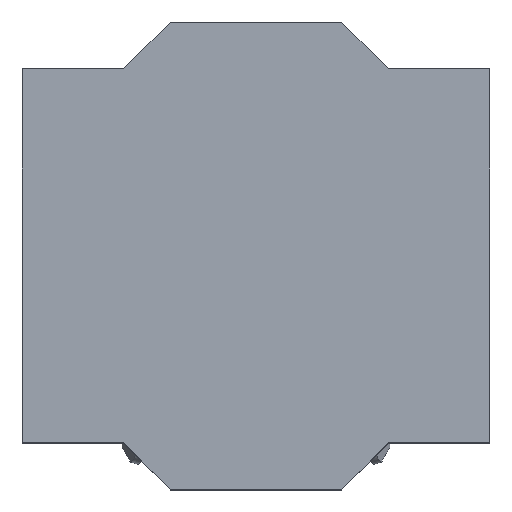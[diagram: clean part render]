
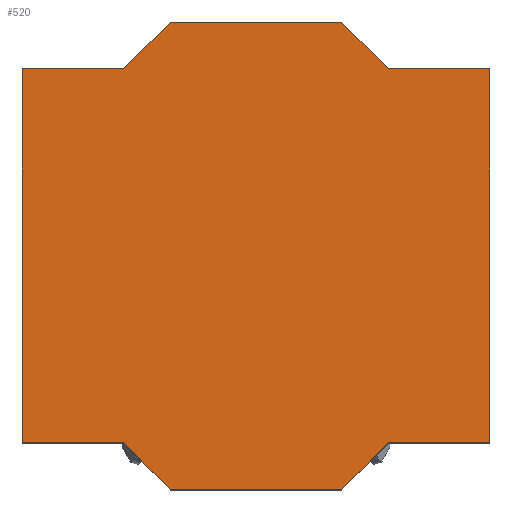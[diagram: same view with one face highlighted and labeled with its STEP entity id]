
A CAD part, top view. The second image highlights one B-rep face of the part: STEP entity #520.
In plain terms, the highlighted planar face has unit normal (0, 0, 1).
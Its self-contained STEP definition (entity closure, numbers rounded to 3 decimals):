
#7 = VERTEX_POINT ( 'NONE', #431 ) ;
#26 = CARTESIAN_POINT ( 'NONE',  ( 2.062, 1.649, 3.541 ) ) ;
#117 = EDGE_CURVE ( 'NONE', #2666, #690, #2136, .T. ) ;
#152 = EDGE_CURVE ( 'NONE', #2167, #7, #1628, .T. ) ;
#159 = VECTOR ( 'NONE', #2073, 1000. ) ;
#161 = DIRECTION ( 'NONE',  ( -1., 0., 0. ) ) ;
#180 = PLANE ( 'NONE',  #1432 ) ;
#183 = DIRECTION ( 'NONE',  ( 1., 0., 0. ) ) ;
#205 = LINE ( 'NONE', #1852, #2244 ) ;
#348 = EDGE_CURVE ( 'NONE', #2518, #2666, #1956, .T. ) ;
#390 = VERTEX_POINT ( 'NONE', #578 ) ;
#392 = DIRECTION ( 'NONE',  ( 0.707, -0.707, 0. ) ) ;
#403 = VECTOR ( 'NONE', #2085, 1000. ) ;
#431 = CARTESIAN_POINT ( 'NONE',  ( -1.169, -1.651, 3.541 ) ) ;
#438 = EDGE_CURVE ( 'NONE', #1527, #2518, #2540, .T. ) ;
#439 = CARTESIAN_POINT ( 'NONE',  ( -2.063, -1.651, 3.541 ) ) ;
#474 = CARTESIAN_POINT ( 'NONE',  ( 1.169, 1.649, 3.541 ) ) ;
#520 = ADVANCED_FACE ( 'NONE', ( #1370 ), #180, .F. ) ;
#578 = CARTESIAN_POINT ( 'NONE',  ( -1.169, 1.649, 3.541 ) ) ;
#607 = CARTESIAN_POINT ( 'NONE',  ( 1.169, 1.649, 3.541 ) ) ;
#690 = VERTEX_POINT ( 'NONE', #607 ) ;
#724 = CARTESIAN_POINT ( 'NONE',  ( 0.756, -2.063, 3.541 ) ) ;
#775 = EDGE_CURVE ( 'NONE', #390, #1092, #205, .T. ) ;
#777 = EDGE_CURVE ( 'NONE', #822, #1426, #1140, .T. ) ;
#822 = VERTEX_POINT ( 'NONE', #1900 ) ;
#852 = EDGE_CURVE ( 'NONE', #7, #1945, #2248, .T. ) ;
#874 = ORIENTED_EDGE ( 'NONE', *, *, #1375, .T. ) ;
#910 = LINE ( 'NONE', #2098, #2512 ) ;
#911 = VECTOR ( 'NONE', #161, 1000. ) ;
#963 = CARTESIAN_POINT ( 'NONE',  ( -0.756, 2.062, 3.541 ) ) ;
#969 = DIRECTION ( 'NONE',  ( -1., 0., 0. ) ) ;
#998 = CARTESIAN_POINT ( 'NONE',  ( -0.756, 2.062, 3.541 ) ) ;
#1004 = ORIENTED_EDGE ( 'NONE', *, *, #348, .T. ) ;
#1022 = DIRECTION ( 'NONE',  ( 0., 1., 0. ) ) ;
#1049 = CARTESIAN_POINT ( 'NONE',  ( -0.756, -2.063, 3.541 ) ) ;
#1084 = CARTESIAN_POINT ( 'NONE',  ( 1.169, -1.651, 3.541 ) ) ;
#1092 = VERTEX_POINT ( 'NONE', #1554 ) ;
#1130 = LINE ( 'NONE', #474, #1137 ) ;
#1131 = ORIENTED_EDGE ( 'NONE', *, *, #852, .T. ) ;
#1137 = VECTOR ( 'NONE', #1833, 1000. ) ;
#1140 = LINE ( 'NONE', #2050, #911 ) ;
#1166 = EDGE_CURVE ( 'NONE', #1426, #390, #2849, .T. ) ;
#1172 = DIRECTION ( 'NONE',  ( 0., -1., 0. ) ) ;
#1173 = VERTEX_POINT ( 'NONE', #724 ) ;
#1289 = ORIENTED_EDGE ( 'NONE', *, *, #1166, .T. ) ;
#1339 = EDGE_LOOP ( 'NONE', ( #2615, #1401, #1131, #874, #2213, #2969, #1004, #2596, #1724, #2965, #1289, #2206 ) ) ;
#1370 = FACE_OUTER_BOUND ( 'NONE', #1339, .T. ) ;
#1375 = EDGE_CURVE ( 'NONE', #1945, #1173, #2457, .T. ) ;
#1395 = DIRECTION ( 'NONE',  ( 0., -1., 0. ) ) ;
#1401 = ORIENTED_EDGE ( 'NONE', *, *, #152, .T. ) ;
#1426 = VERTEX_POINT ( 'NONE', #998 ) ;
#1432 = AXIS2_PLACEMENT_3D ( 'NONE', #2361, #1666, #1395 ) ;
#1527 = VERTEX_POINT ( 'NONE', #1084 ) ;
#1554 = CARTESIAN_POINT ( 'NONE',  ( -2.063, 1.649, 3.541 ) ) ;
#1581 = CARTESIAN_POINT ( 'NONE',  ( 1.169, -1.651, 3.541 ) ) ;
#1628 = LINE ( 'NONE', #439, #2826 ) ;
#1640 = DIRECTION ( 'NONE',  ( -0.707, -0.707, 0. ) ) ;
#1666 = DIRECTION ( 'NONE',  ( 0., 0., -1. ) ) ;
#1724 = ORIENTED_EDGE ( 'NONE', *, *, #2476, .T. ) ;
#1833 = DIRECTION ( 'NONE',  ( -0.707, 0.707, 0. ) ) ;
#1852 = CARTESIAN_POINT ( 'NONE',  ( -1.169, 1.649, 3.541 ) ) ;
#1900 = CARTESIAN_POINT ( 'NONE',  ( 0.756, 2.062, 3.541 ) ) ;
#1945 = VERTEX_POINT ( 'NONE', #1049 ) ;
#1953 = VECTOR ( 'NONE', #1022, 1000. ) ;
#1956 = LINE ( 'NONE', #2453, #1953 ) ;
#1958 = CARTESIAN_POINT ( 'NONE',  ( -1.169, -1.651, 3.541 ) ) ;
#2039 = CARTESIAN_POINT ( 'NONE',  ( 2.062, 1.649, 3.541 ) ) ;
#2050 = CARTESIAN_POINT ( 'NONE',  ( 0.756, 2.062, 3.541 ) ) ;
#2073 = DIRECTION ( 'NONE',  ( 0.707, 0.707, 0. ) ) ;
#2085 = DIRECTION ( 'NONE',  ( 1., 0., 0. ) ) ;
#2098 = CARTESIAN_POINT ( 'NONE',  ( -2.063, 1.649, 3.541 ) ) ;
#2136 = LINE ( 'NONE', #26, #2217 ) ;
#2167 = VERTEX_POINT ( 'NONE', #2981 ) ;
#2206 = ORIENTED_EDGE ( 'NONE', *, *, #775, .T. ) ;
#2213 = ORIENTED_EDGE ( 'NONE', *, *, #2294, .T. ) ;
#2217 = VECTOR ( 'NONE', #969, 1000. ) ;
#2244 = VECTOR ( 'NONE', #3028, 1000. ) ;
#2248 = LINE ( 'NONE', #1958, #2302 ) ;
#2294 = EDGE_CURVE ( 'NONE', #1173, #1527, #2570, .T. ) ;
#2302 = VECTOR ( 'NONE', #392, 1000. ) ;
#2361 = CARTESIAN_POINT ( 'NONE',  ( -2.063, 1.649, 3.541 ) ) ;
#2373 = CARTESIAN_POINT ( 'NONE',  ( 0.756, -2.063, 3.541 ) ) ;
#2453 = CARTESIAN_POINT ( 'NONE',  ( 2.062, -1.651, 3.541 ) ) ;
#2457 = LINE ( 'NONE', #2934, #2939 ) ;
#2476 = EDGE_CURVE ( 'NONE', #690, #822, #1130, .T. ) ;
#2512 = VECTOR ( 'NONE', #1172, 1000. ) ;
#2518 = VERTEX_POINT ( 'NONE', #2846 ) ;
#2540 = LINE ( 'NONE', #1581, #403 ) ;
#2570 = LINE ( 'NONE', #2373, #159 ) ;
#2596 = ORIENTED_EDGE ( 'NONE', *, *, #117, .T. ) ;
#2615 = ORIENTED_EDGE ( 'NONE', *, *, #2735, .T. ) ;
#2646 = DIRECTION ( 'NONE',  ( 1., 0., 0. ) ) ;
#2666 = VERTEX_POINT ( 'NONE', #2039 ) ;
#2735 = EDGE_CURVE ( 'NONE', #1092, #2167, #910, .T. ) ;
#2826 = VECTOR ( 'NONE', #183, 1000. ) ;
#2846 = CARTESIAN_POINT ( 'NONE',  ( 2.062, -1.651, 3.541 ) ) ;
#2849 = LINE ( 'NONE', #963, #3011 ) ;
#2934 = CARTESIAN_POINT ( 'NONE',  ( -0.756, -2.063, 3.541 ) ) ;
#2939 = VECTOR ( 'NONE', #2646, 1000. ) ;
#2965 = ORIENTED_EDGE ( 'NONE', *, *, #777, .T. ) ;
#2969 = ORIENTED_EDGE ( 'NONE', *, *, #438, .T. ) ;
#2981 = CARTESIAN_POINT ( 'NONE',  ( -2.063, -1.651, 3.541 ) ) ;
#3011 = VECTOR ( 'NONE', #1640, 1000. ) ;
#3028 = DIRECTION ( 'NONE',  ( -1., 0., 0. ) ) ;
